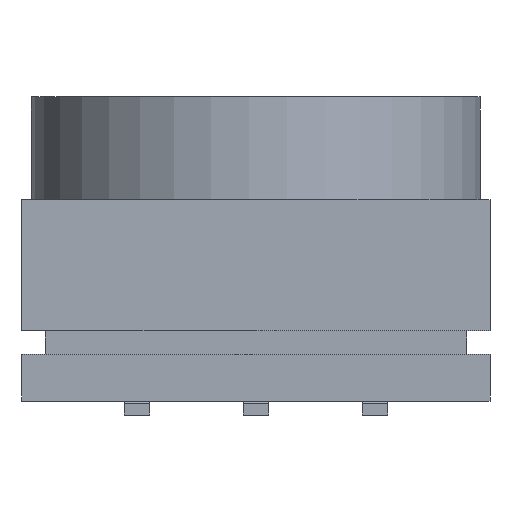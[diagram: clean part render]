
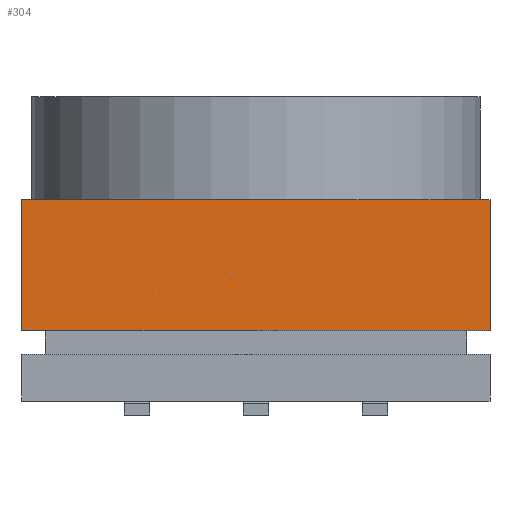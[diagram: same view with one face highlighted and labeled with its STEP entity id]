
A CAD part, left-side view. The second image highlights one B-rep face of the part: STEP entity #304.
In plain terms, the highlighted planar face has unit normal (-1, 0, 0).
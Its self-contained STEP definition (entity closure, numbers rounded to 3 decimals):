
#304 = ADVANCED_FACE( '', ( #720 ), #721, .F. );
#720 = FACE_OUTER_BOUND( '', #1271, .T. );
#721 = PLANE( '', #1272 );
#1271 = EDGE_LOOP( '', ( #2227, #2228, #2229, #2230 ) );
#1272 = AXIS2_PLACEMENT_3D( '', #2231, #2232, #2233 );
#2227 = ORIENTED_EDGE( '', *, *, #3764, .F. );
#2228 = ORIENTED_EDGE( '', *, *, #3762, .T. );
#2229 = ORIENTED_EDGE( '', *, *, #3765, .T. );
#2230 = ORIENTED_EDGE( '', *, *, #3766, .F. );
#2231 = CARTESIAN_POINT( '', ( -5., 5., 5. ) );
#2232 = DIRECTION( '', ( 1., 0., 0. ) );
#2233 = DIRECTION( '', ( 0., 0., -1. ) );
#3762 = EDGE_CURVE( '', #4520, #4524, #4526, .T. );
#3764 = EDGE_CURVE( '', #4520, #4528, #4529, .T. );
#3765 = EDGE_CURVE( '', #4524, #4530, #4531, .T. );
#3766 = EDGE_CURVE( '', #4528, #4530, #4532, .T. );
#4520 = VERTEX_POINT( '', #5858 );
#4524 = VERTEX_POINT( '', #5864 );
#4526 = LINE( '', #5867, #5868 );
#4528 = VERTEX_POINT( '', #5870 );
#4529 = LINE( '', #5871, #5872 );
#4530 = VERTEX_POINT( '', #5873 );
#4531 = LINE( '', #5874, #5875 );
#4532 = LINE( '', #5876, #5877 );
#5858 = CARTESIAN_POINT( '', ( -5., 5., 2.8 ) );
#5864 = CARTESIAN_POINT( '', ( -5., 5., 0. ) );
#5867 = CARTESIAN_POINT( '', ( -5., 5., 5. ) );
#5868 = VECTOR( '', #7085, 1000. );
#5870 = CARTESIAN_POINT( '', ( -5., -5., 2.8 ) );
#5871 = CARTESIAN_POINT( '', ( -5., 5., 2.8 ) );
#5872 = VECTOR( '', #7086, 1000. );
#5873 = CARTESIAN_POINT( '', ( -5., -5., 0. ) );
#5874 = CARTESIAN_POINT( '', ( -5., 5., 0. ) );
#5875 = VECTOR( '', #7087, 1000. );
#5876 = CARTESIAN_POINT( '', ( -5., -5., 5. ) );
#5877 = VECTOR( '', #7088, 1000. );
#7085 = DIRECTION( '', ( 0., 0., -1. ) );
#7086 = DIRECTION( '', ( 0., -1., 0. ) );
#7087 = DIRECTION( '', ( 0., -1., 0. ) );
#7088 = DIRECTION( '', ( 0., 0., -1. ) );
